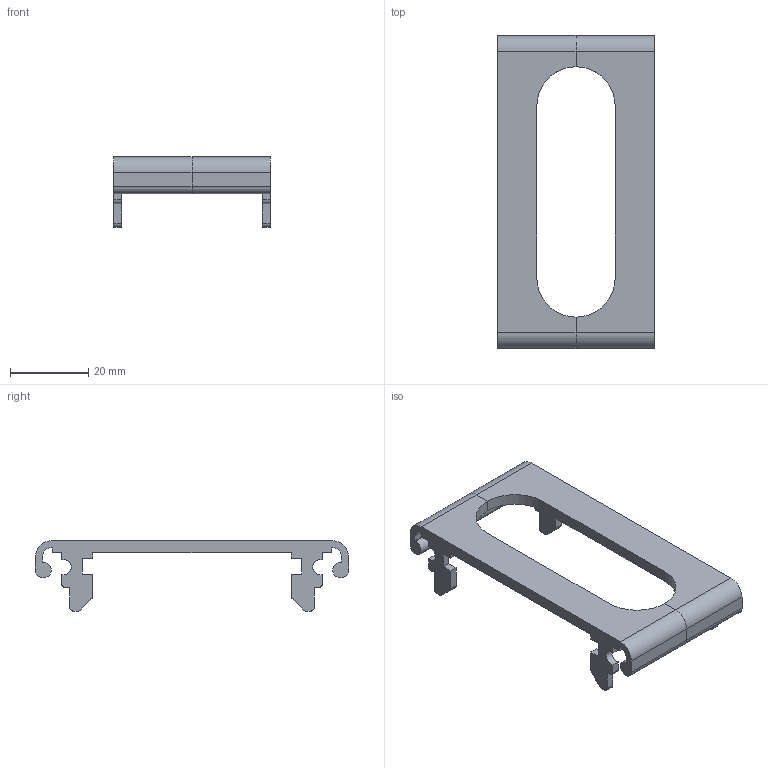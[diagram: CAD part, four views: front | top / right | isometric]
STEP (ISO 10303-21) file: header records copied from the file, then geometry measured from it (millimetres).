
FILE_DESCRIPTION(/* description */ (''),/* implementation_level */ '2;1');
FILE_NAME(/* name */ '14001_KriTec_Kabeldurchfuehrung_Deckel_80_fuer_Kabelkanal-Stecksystem.stp',/* time_stamp */ '2015-07-09T16:15:54+02:00',/* author */ ('kostic'),/* organization */ (''),/* preprocessor_version */ 'ST-DEVELOPER v15.2',/* originating_system */ 'Autodesk Inventor 2014',/* authorisation */ '');
FILE_SCHEMA (('CONFIG_CONTROL_DESIGN'));
Length unit declared in the file: millimetre
Products named in the file (1): 14001_KriTec_Kabeldurchfuehrung_Deckel_80_fuer_Kabelkanal-Stecksystem
Bounding box: 40 x 80 x 18 mm (x, y, z)
Volume: 7665.5 mm3; surface area: 7564.3 mm2
Topology: 4 solids, 4 shells, 130 faces, 360 edges, 240 vertices
Faces by surface type: plane 86, cylinder 44
Full cylindrical faces by diameter (mm): 1.8 x2, 1.9 x2
Entity records: 4153 total; most frequent: CARTESIAN_POINT 727, ORIENTED_EDGE 712, DIRECTION 706, EDGE_CURVE 356, LINE 268, VECTOR 268, VERTEX_POINT 240, AXIS2_PLACEMENT_3D 219
